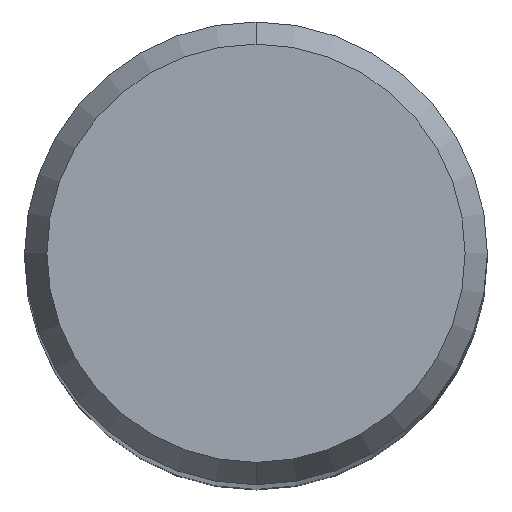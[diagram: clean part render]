
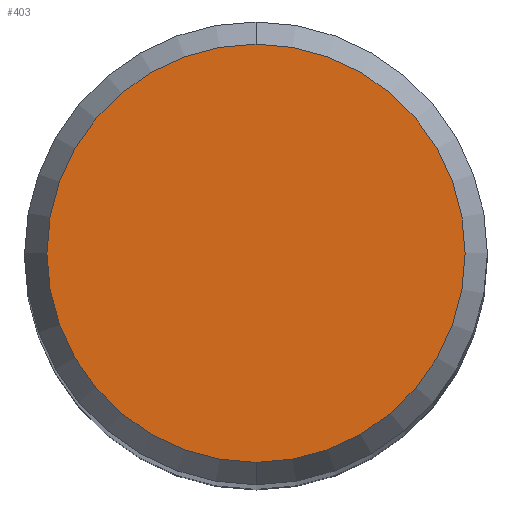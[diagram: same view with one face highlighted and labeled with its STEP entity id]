
A CAD part, top view. The second image highlights one B-rep face of the part: STEP entity #403.
In plain terms, the highlighted planar face has unit normal (0, 0, 1).
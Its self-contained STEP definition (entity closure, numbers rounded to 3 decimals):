
#161=VERTEX_POINT('',#429);
#219=EDGE_CURVE('',#299,#161,#491,.T.);
#299=VERTEX_POINT('',#580);
#361=EDGE_CURVE('',#161,#299,#646,.T.);
#403=ADVANCED_FACE('',(#694),#695,.T.);
#429=CARTESIAN_POINT('',(0.0,4.304,0.0));
#491=CIRCLE('',#813,4.304);
#580=CARTESIAN_POINT('',(0.,-4.304,0.0));
#646=CIRCLE('',#1238,4.304);
#694=FACE_OUTER_BOUND('',#1308,.T.);
#695=PLANE('',#1309);
#813=AXIS2_PLACEMENT_3D('',#1370,#1371,#1372);
#1238=AXIS2_PLACEMENT_3D('',#1533,#1534,#1535);
#1308=EDGE_LOOP('',(#1612,#1613));
#1309=AXIS2_PLACEMENT_3D('',#1614,#1615,#1616);
#1370=CARTESIAN_POINT('',(0.0,0.0,0.0));
#1371=DIRECTION('',(0.0,0.0,-1.0));
#1372=DIRECTION('',(0.0,1.0,0.0));
#1533=CARTESIAN_POINT('',(0.0,0.0,0.0));
#1534=DIRECTION('',(0.0,0.0,-1.0));
#1535=DIRECTION('',(0.0,1.0,0.0));
#1612=ORIENTED_EDGE('',*,*,#361,.F.);
#1613=ORIENTED_EDGE('',*,*,#219,.F.);
#1614=CARTESIAN_POINT('',(0.0,2.152,0.0));
#1615=DIRECTION('',(-0.0,0.0,1.0));
#1616=DIRECTION('',(0.0,-1.0,0.0));
